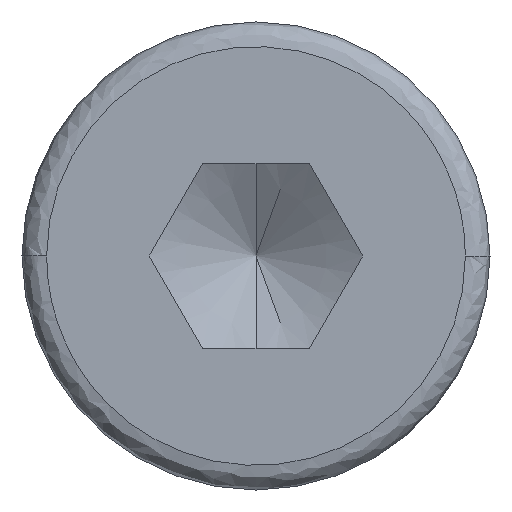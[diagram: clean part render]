
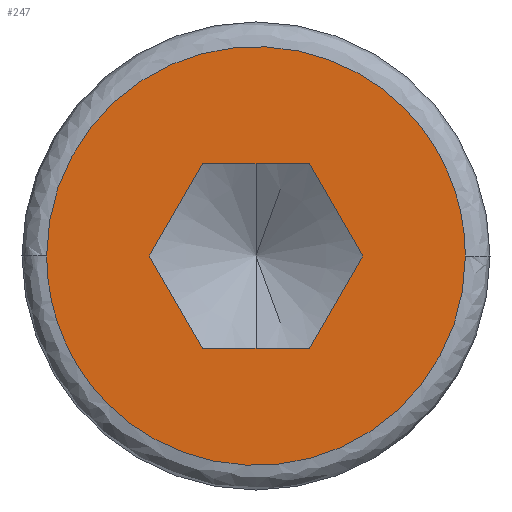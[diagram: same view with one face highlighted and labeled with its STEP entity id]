
A CAD part, left-side view. The second image highlights one B-rep face of the part: STEP entity #247.
In plain terms, the highlighted planar face has unit normal (-1, 0, 0).
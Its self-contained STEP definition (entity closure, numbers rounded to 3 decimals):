
#3 = ORIENTED_EDGE ( 'NONE', *, *, #602, .F. ) ;
#4 = FACE_OUTER_BOUND ( 'NONE', #521, .T. ) ;
#7 = LINE ( 'NONE', #819, #675 ) ;
#9 = VERTEX_POINT ( 'NONE', #431 ) ;
#12 = VERTEX_POINT ( 'NONE', #381 ) ;
#18 = CARTESIAN_POINT ( 'NONE',  ( -2., 0.866, 0. ) ) ;
#27 = CARTESIAN_POINT ( 'NONE',  ( -2., 1.7, -3.4 ) ) ;
#43 = VECTOR ( 'NONE', #641, 1000. ) ;
#44 = CARTESIAN_POINT ( 'NONE',  ( -2., 1.7, 0. ) ) ;
#73 = VECTOR ( 'NONE', #322, 1000. ) ;
#90 = CARTESIAN_POINT ( 'NONE',  ( -2., 0.866, 0. ) ) ;
#97 = LINE ( 'NONE', #499, #73 ) ;
#121 = CARTESIAN_POINT ( 'NONE',  ( -2., -0.433, 0.75 ) ) ;
#132 = DIRECTION ( 'NONE',  ( 1., 0., 0. ) ) ;
#196 = LINE ( 'NONE', #764, #656 ) ;
#204 = VERTEX_POINT ( 'NONE', #451 ) ;
#208 = DIRECTION ( 'NONE',  ( 0., -0.5, -0.866 ) ) ;
#216 = ORIENTED_EDGE ( 'NONE', *, *, #601, .F. ) ;
#226 = FACE_BOUND ( 'NONE', #479, .T. ) ;
#227 = DIRECTION ( 'NONE',  ( 0., 1., 0. ) ) ;
#235 = LINE ( 'NONE', #759, #534 ) ;
#247 = ADVANCED_FACE ( 'NONE', ( #4, #226 ), #684, .F. ) ;
#248 = VERTEX_POINT ( 'NONE', #121 ) ;
#252 = CARTESIAN_POINT ( 'NONE',  ( -2., -1.7, 0. ) ) ;
#289 = CARTESIAN_POINT ( 'NONE',  ( -2., -0.433, -0.75 ) ) ;
#304 = CARTESIAN_POINT ( 'NONE',  ( -2., 1.7, 3.4 ) ) ;
#308 = VERTEX_POINT ( 'NONE', #289 ) ;
#312 = VECTOR ( 'NONE', #489, 1000. ) ;
#322 = DIRECTION ( 'NONE',  ( 0., 1., 0. ) ) ;
#353 = AXIS2_PLACEMENT_3D ( 'NONE', #90, #132, #227 ) ;
#381 = CARTESIAN_POINT ( 'NONE',  ( -2., -0.867, 0. ) ) ;
#406 = CARTESIAN_POINT ( 'NONE',  ( -2., -1.7, -3.4 ) ) ;
#409 = ORIENTED_EDGE ( 'NONE', *, *, #591, .F. ) ;
#413 = VERTEX_POINT ( 'NONE', #18 ) ;
#418 =( BOUNDED_CURVE ( )  B_SPLINE_CURVE ( 3, ( #44, #304, #621, #252 ),
 .UNSPECIFIED., .F., .T. ) 
 B_SPLINE_CURVE_WITH_KNOTS ( ( 4, 4 ),
 ( 0., 1. ),
 .UNSPECIFIED. ) 
 CURVE ( )  GEOMETRIC_REPRESENTATION_ITEM ( )  RATIONAL_B_SPLINE_CURVE ( ( 1., 0.333, 0.333, 1. ) ) 
 REPRESENTATION_ITEM ( '' )  );
#422 = VERTEX_POINT ( 'NONE', #818 ) ;
#423 = ORIENTED_EDGE ( 'NONE', *, *, #636, .F. ) ;
#428 = CARTESIAN_POINT ( 'NONE',  ( -2., -0.867, 0. ) ) ;
#431 = CARTESIAN_POINT ( 'NONE',  ( -2., 0.433, 0.75 ) ) ;
#449 = CARTESIAN_POINT ( 'NONE',  ( -2., 0.433, 0.75 ) ) ;
#451 = CARTESIAN_POINT ( 'NONE',  ( -2., 1.7, 0. ) ) ;
#456 = DIRECTION ( 'NONE',  ( 0., -1., 0. ) ) ;
#474 = CARTESIAN_POINT ( 'NONE',  ( -2., 1.7, 0. ) ) ;
#479 = EDGE_LOOP ( 'NONE', ( #216, #654, #409, #737, #717, #3 ) ) ;
#484 = CARTESIAN_POINT ( 'NONE',  ( -2., -1.7, 0. ) ) ;
#489 = DIRECTION ( 'NONE',  ( 0., 0.5, 0.866 ) ) ;
#499 = CARTESIAN_POINT ( 'NONE',  ( -2., 0.866, 0.75 ) ) ;
#521 = EDGE_LOOP ( 'NONE', ( #423, #632 ) ) ;
#534 = VECTOR ( 'NONE', #208, 1000. ) ;
#549 = LINE ( 'NONE', #449, #43 ) ;
#582 = EDGE_CURVE ( 'NONE', #248, #9, #97, .T. ) ;
#589 = EDGE_CURVE ( 'NONE', #9, #413, #549, .T. ) ;
#591 = EDGE_CURVE ( 'NONE', #413, #422, #235, .T. ) ;
#595 = EDGE_CURVE ( 'NONE', #422, #308, #7, .T. ) ;
#601 = EDGE_CURVE ( 'NONE', #308, #12, #196, .T. ) ;
#602 = EDGE_CURVE ( 'NONE', #12, #248, #802, .T. ) ;
#604 = EDGE_CURVE ( 'NONE', #204, #774, #418, .T. ) ;
#621 = CARTESIAN_POINT ( 'NONE',  ( -2., -1.7, 3.4 ) ) ;
#632 = ORIENTED_EDGE ( 'NONE', *, *, #604, .F. ) ;
#633 =( BOUNDED_CURVE ( )  B_SPLINE_CURVE ( 3, ( #674, #406, #27, #474 ),
 .UNSPECIFIED., .F., .T. ) 
 B_SPLINE_CURVE_WITH_KNOTS ( ( 4, 4 ),
 ( 0., 1. ),
 .UNSPECIFIED. ) 
 CURVE ( )  GEOMETRIC_REPRESENTATION_ITEM ( )  RATIONAL_B_SPLINE_CURVE ( ( 1., 0.333, 0.333, 1. ) ) 
 REPRESENTATION_ITEM ( '' )  );
#636 = EDGE_CURVE ( 'NONE', #774, #204, #633, .T. ) ;
#641 = DIRECTION ( 'NONE',  ( 0., 0.5, -0.866 ) ) ;
#654 = ORIENTED_EDGE ( 'NONE', *, *, #595, .F. ) ;
#656 = VECTOR ( 'NONE', #743, 1000. ) ;
#674 = CARTESIAN_POINT ( 'NONE',  ( -2., -1.7, 0. ) ) ;
#675 = VECTOR ( 'NONE', #456, 1000. ) ;
#684 = PLANE ( 'NONE',  #353 ) ;
#717 = ORIENTED_EDGE ( 'NONE', *, *, #582, .F. ) ;
#737 = ORIENTED_EDGE ( 'NONE', *, *, #589, .F. ) ;
#743 = DIRECTION ( 'NONE',  ( 0., -0.5, 0.866 ) ) ;
#759 = CARTESIAN_POINT ( 'NONE',  ( -2., 0.866, 0. ) ) ;
#764 = CARTESIAN_POINT ( 'NONE',  ( -2., -0.433, -0.75 ) ) ;
#774 = VERTEX_POINT ( 'NONE', #484 ) ;
#802 = LINE ( 'NONE', #428, #312 ) ;
#818 = CARTESIAN_POINT ( 'NONE',  ( -2., 0.433, -0.75 ) ) ;
#819 = CARTESIAN_POINT ( 'NONE',  ( -2., 0.866, -0.75 ) ) ;
